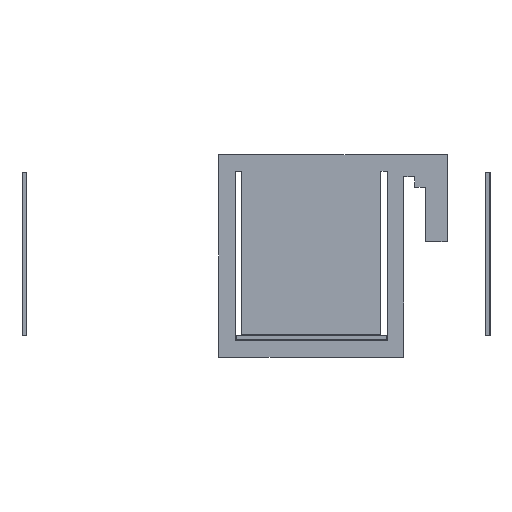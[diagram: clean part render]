
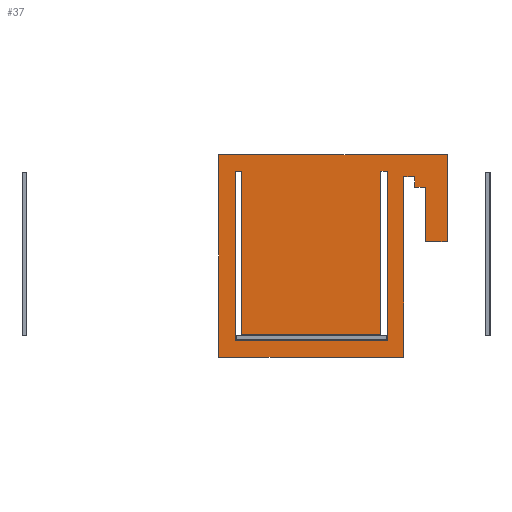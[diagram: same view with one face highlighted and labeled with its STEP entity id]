
A CAD part, left-side view. The second image highlights one B-rep face of the part: STEP entity #37.
In plain terms, the highlighted planar face has unit normal (-1, 0, 0).
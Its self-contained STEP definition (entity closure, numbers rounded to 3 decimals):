
#23=FACE_BOUND('',#155,.T.);
#37=ADVANCED_FACE('',(#95,#23),#887,.T.);
#95=FACE_OUTER_BOUND('',#154,.T.);
#154=EDGE_LOOP('',(#262,#263,#264,#265,#266,#267,#268,#269,#270,#271));
#155=EDGE_LOOP('',(#272,#273,#274,#275,#276,#277,#278,#279));
#262=ORIENTED_EDGE('',*,*,#494,.T.);
#263=ORIENTED_EDGE('',*,*,#498,.T.);
#264=ORIENTED_EDGE('',*,*,#501,.T.);
#265=ORIENTED_EDGE('',*,*,#504,.T.);
#266=ORIENTED_EDGE('',*,*,#507,.T.);
#267=ORIENTED_EDGE('',*,*,#510,.T.);
#268=ORIENTED_EDGE('',*,*,#513,.T.);
#269=ORIENTED_EDGE('',*,*,#516,.T.);
#270=ORIENTED_EDGE('',*,*,#519,.T.);
#271=ORIENTED_EDGE('',*,*,#521,.T.);
#272=ORIENTED_EDGE('',*,*,#538,.T.);
#273=ORIENTED_EDGE('',*,*,#531,.T.);
#274=ORIENTED_EDGE('',*,*,#532,.T.);
#275=ORIENTED_EDGE('',*,*,#533,.T.);
#276=ORIENTED_EDGE('',*,*,#534,.T.);
#277=ORIENTED_EDGE('',*,*,#535,.T.);
#278=ORIENTED_EDGE('',*,*,#536,.T.);
#279=ORIENTED_EDGE('',*,*,#537,.T.);
#494=EDGE_CURVE('',#783,#782,#638,.T.);
#498=EDGE_CURVE('',#782,#785,#642,.T.);
#501=EDGE_CURVE('',#785,#787,#645,.T.);
#504=EDGE_CURVE('',#787,#789,#648,.T.);
#507=EDGE_CURVE('',#789,#791,#651,.T.);
#510=EDGE_CURVE('',#791,#793,#654,.T.);
#513=EDGE_CURVE('',#793,#795,#657,.T.);
#516=EDGE_CURVE('',#795,#797,#660,.T.);
#519=EDGE_CURVE('',#797,#799,#663,.T.);
#521=EDGE_CURVE('',#799,#783,#665,.T.);
#531=EDGE_CURVE('',#808,#809,#675,.T.);
#532=EDGE_CURVE('',#809,#810,#676,.T.);
#533=EDGE_CURVE('',#810,#811,#677,.T.);
#534=EDGE_CURVE('',#811,#812,#678,.T.);
#535=EDGE_CURVE('',#812,#813,#679,.T.);
#536=EDGE_CURVE('',#813,#814,#680,.T.);
#537=EDGE_CURVE('',#814,#815,#681,.T.);
#538=EDGE_CURVE('',#815,#808,#682,.T.);
#638=B_SPLINE_CURVE_WITH_KNOTS('',1,(#1204,#1205),.UNSPECIFIED.,.F.,.F.,
(2,2),(0.,10.),.UNSPECIFIED.);
#642=B_SPLINE_CURVE_WITH_KNOTS('',1,(#1212,#1213),.UNSPECIFIED.,.F.,.F.,
(2,2),(10.,20.),.UNSPECIFIED.);
#645=B_SPLINE_CURVE_WITH_KNOTS('',1,(#1218,#1219),.UNSPECIFIED.,.F.,.F.,
(2,2),(20.,30.),.UNSPECIFIED.);
#648=B_SPLINE_CURVE_WITH_KNOTS('',1,(#1224,#1225),.UNSPECIFIED.,.F.,.F.,
(2,2),(30.,80.),.UNSPECIFIED.);
#651=B_SPLINE_CURVE_WITH_KNOTS('',1,(#1230,#1231),.UNSPECIFIED.,.F.,.F.,
(2,2),(80.,100.),.UNSPECIFIED.);
#654=B_SPLINE_CURVE_WITH_KNOTS('',1,(#1236,#1237),.UNSPECIFIED.,.F.,.F.,
(2,2),(100.,180.),.UNSPECIFIED.);
#657=B_SPLINE_CURVE_WITH_KNOTS('',1,(#1242,#1243),.UNSPECIFIED.,.F.,.F.,
(2,2),(180.,390.),.UNSPECIFIED.);
#660=B_SPLINE_CURVE_WITH_KNOTS('',1,(#1248,#1249),.UNSPECIFIED.,.F.,.F.,
(2,2),(390.,576.),.UNSPECIFIED.);
#663=B_SPLINE_CURVE_WITH_KNOTS('',1,(#1254,#1255),.UNSPECIFIED.,.F.,.F.,
(2,2),(576.,746.),.UNSPECIFIED.);
#665=B_SPLINE_CURVE_WITH_KNOTS('',1,(#1258,#1259),.UNSPECIFIED.,.F.,.F.,
(2,2),(746.,912.),.UNSPECIFIED.);
#675=B_SPLINE_CURVE_WITH_KNOTS('',1,(#1278,#1279),.UNSPECIFIED.,.F.,.F.,
(2,2),(-156.,0.),.UNSPECIFIED.);
#676=B_SPLINE_CURVE_WITH_KNOTS('',1,(#1280,#1281),.UNSPECIFIED.,.F.,.F.,
(2,2),(-140.,0.),.UNSPECIFIED.);
#677=B_SPLINE_CURVE_WITH_KNOTS('',1,(#1282,#1283),.UNSPECIFIED.,.F.,.F.,
(2,2),(-156.,0.),.UNSPECIFIED.);
#678=B_SPLINE_CURVE_WITH_KNOTS('',1,(#1284,#1285),.UNSPECIFIED.,.F.,.F.,
(2,2),(-155.,-149.),.UNSPECIFIED.);
#679=B_SPLINE_CURVE_WITH_KNOTS('',1,(#1286,#1287),.UNSPECIFIED.,.F.,.F.,
(2,2),(-150.,0.),.UNSPECIFIED.);
#680=B_SPLINE_CURVE_WITH_KNOTS('',1,(#1288,#1289),.UNSPECIFIED.,.F.,.F.,
(2,2),(-128.,0.),.UNSPECIFIED.);
#681=B_SPLINE_CURVE_WITH_KNOTS('',1,(#1290,#1291),.UNSPECIFIED.,.F.,.F.,
(2,2),(-150.,0.),.UNSPECIFIED.);
#682=B_SPLINE_CURVE_WITH_KNOTS('',1,(#1292,#1293),.UNSPECIFIED.,.F.,.F.,
(2,2),(-21.,-15.),.UNSPECIFIED.);
#782=VERTEX_POINT('',#1166);
#783=VERTEX_POINT('',#1167);
#785=VERTEX_POINT('',#1169);
#787=VERTEX_POINT('',#1171);
#789=VERTEX_POINT('',#1173);
#791=VERTEX_POINT('',#1175);
#793=VERTEX_POINT('',#1177);
#795=VERTEX_POINT('',#1179);
#797=VERTEX_POINT('',#1181);
#799=VERTEX_POINT('',#1183);
#808=VERTEX_POINT('',#1192);
#809=VERTEX_POINT('',#1193);
#810=VERTEX_POINT('',#1194);
#811=VERTEX_POINT('',#1195);
#812=VERTEX_POINT('',#1196);
#813=VERTEX_POINT('',#1197);
#814=VERTEX_POINT('',#1198);
#815=VERTEX_POINT('',#1199);
#887=PLANE('',#1033);
#1033=AXIS2_PLACEMENT_3D('',#1155,#1094,$);
#1094=DIRECTION('',(-1.,0.,0.));
#1155=CARTESIAN_POINT('',(-2276.653,622.925,269.526));
#1166=CARTESIAN_POINT('',(-2276.653,652.925,249.526));
#1167=CARTESIAN_POINT('',(-2276.653,662.925,249.526));
#1169=CARTESIAN_POINT('',(-2276.653,652.925,239.526));
#1171=CARTESIAN_POINT('',(-2276.653,642.925,239.526));
#1173=CARTESIAN_POINT('',(-2276.653,642.925,189.526));
#1175=CARTESIAN_POINT('',(-2276.653,622.925,189.526));
#1177=CARTESIAN_POINT('',(-2276.653,622.925,269.526));
#1179=CARTESIAN_POINT('',(-2276.653,832.925,269.526));
#1181=CARTESIAN_POINT('',(-2276.653,832.925,83.526));
#1183=CARTESIAN_POINT('',(-2276.653,662.925,83.526));
#1192=CARTESIAN_POINT('',(-2276.653,677.925,254.526));
#1193=CARTESIAN_POINT('',(-2276.653,677.925,98.526));
#1194=CARTESIAN_POINT('',(-2276.653,817.925,98.526));
#1195=CARTESIAN_POINT('',(-2276.653,817.925,254.526));
#1196=CARTESIAN_POINT('',(-2276.653,811.925,254.526));
#1197=CARTESIAN_POINT('',(-2276.653,811.925,104.526));
#1198=CARTESIAN_POINT('',(-2276.653,683.925,104.526));
#1199=CARTESIAN_POINT('',(-2276.653,683.925,254.526));
#1204=CARTESIAN_POINT('',(-2276.653,662.925,249.526));
#1205=CARTESIAN_POINT('',(-2276.653,652.925,249.526));
#1212=CARTESIAN_POINT('',(-2276.653,652.925,249.526));
#1213=CARTESIAN_POINT('',(-2276.653,652.925,239.526));
#1218=CARTESIAN_POINT('',(-2276.653,652.925,239.526));
#1219=CARTESIAN_POINT('',(-2276.653,642.925,239.526));
#1224=CARTESIAN_POINT('',(-2276.653,642.925,239.526));
#1225=CARTESIAN_POINT('',(-2276.653,642.925,189.526));
#1230=CARTESIAN_POINT('',(-2276.653,642.925,189.526));
#1231=CARTESIAN_POINT('',(-2276.653,622.925,189.526));
#1236=CARTESIAN_POINT('',(-2276.653,622.925,189.526));
#1237=CARTESIAN_POINT('',(-2276.653,622.925,269.526));
#1242=CARTESIAN_POINT('',(-2276.653,622.925,269.526));
#1243=CARTESIAN_POINT('',(-2276.653,832.925,269.526));
#1248=CARTESIAN_POINT('',(-2276.653,832.925,269.526));
#1249=CARTESIAN_POINT('',(-2276.653,832.925,83.526));
#1254=CARTESIAN_POINT('',(-2276.653,832.925,83.526));
#1255=CARTESIAN_POINT('',(-2276.653,662.925,83.526));
#1258=CARTESIAN_POINT('',(-2276.653,662.925,83.526));
#1259=CARTESIAN_POINT('',(-2276.653,662.925,249.526));
#1278=CARTESIAN_POINT('',(-2276.653,677.925,254.526));
#1279=CARTESIAN_POINT('',(-2276.653,677.925,98.526));
#1280=CARTESIAN_POINT('',(-2276.653,677.925,98.526));
#1281=CARTESIAN_POINT('',(-2276.653,817.925,98.526));
#1282=CARTESIAN_POINT('',(-2276.653,817.925,98.526));
#1283=CARTESIAN_POINT('',(-2276.653,817.925,254.526));
#1284=CARTESIAN_POINT('',(-2276.653,817.925,254.526));
#1285=CARTESIAN_POINT('',(-2276.653,811.925,254.526));
#1286=CARTESIAN_POINT('',(-2276.653,811.925,254.526));
#1287=CARTESIAN_POINT('',(-2276.653,811.925,104.526));
#1288=CARTESIAN_POINT('',(-2276.653,811.925,104.526));
#1289=CARTESIAN_POINT('',(-2276.653,683.925,104.526));
#1290=CARTESIAN_POINT('',(-2276.653,683.925,104.526));
#1291=CARTESIAN_POINT('',(-2276.653,683.925,254.526));
#1292=CARTESIAN_POINT('',(-2276.653,683.925,254.526));
#1293=CARTESIAN_POINT('',(-2276.653,677.925,254.526));
